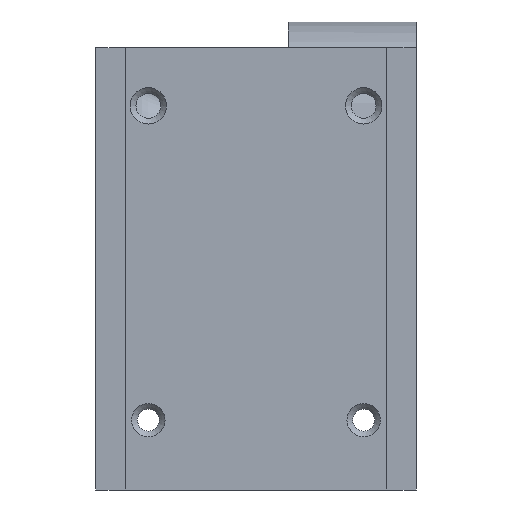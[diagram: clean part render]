
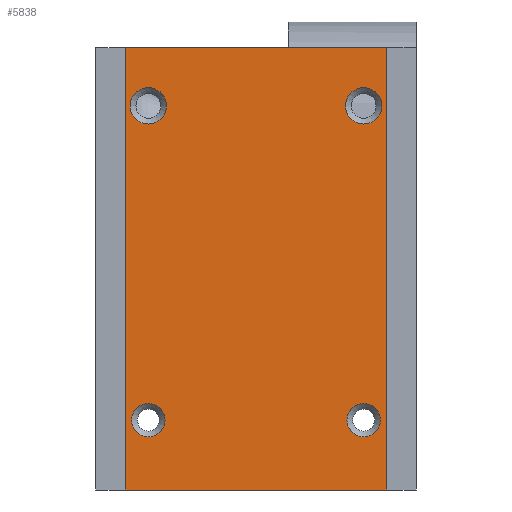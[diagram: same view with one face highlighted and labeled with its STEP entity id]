
A CAD part, front view. The second image highlights one B-rep face of the part: STEP entity #5838.
In plain terms, the highlighted planar face has unit normal (0, -1, 0).
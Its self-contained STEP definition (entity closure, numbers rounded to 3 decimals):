
#407=FACE_BOUND('',#948,.T.);
#408=FACE_BOUND('',#949,.T.);
#409=FACE_BOUND('',#950,.T.);
#410=FACE_BOUND('',#951,.T.);
#485=PLANE('',#6244);
#615=FACE_OUTER_BOUND('',#947,.T.);
#947=EDGE_LOOP('',(#4099,#4100,#4101,#4102));
#948=EDGE_LOOP('',(#4103));
#949=EDGE_LOOP('',(#4104));
#950=EDGE_LOOP('',(#4105));
#951=EDGE_LOOP('',(#4106));
#1357=LINE('',#8813,#1874);
#1358=LINE('',#8815,#1875);
#1359=LINE('',#8817,#1876);
#1360=LINE('',#8818,#1877);
#1874=VECTOR('',#6934,10.);
#1875=VECTOR('',#6935,10.);
#1876=VECTOR('',#6936,10.);
#1877=VECTOR('',#6937,10.);
#2390=CIRCLE('',#6242,2.875);
#2392=CIRCLE('',#6245,2.875);
#2393=CIRCLE('',#6246,3.125);
#2394=CIRCLE('',#6247,3.125);
#2685=VERTEX_POINT('',#8805);
#2687=VERTEX_POINT('',#8811);
#2688=VERTEX_POINT('',#8812);
#2689=VERTEX_POINT('',#8814);
#2690=VERTEX_POINT('',#8816);
#2691=VERTEX_POINT('',#8819);
#2692=VERTEX_POINT('',#8821);
#2693=VERTEX_POINT('',#8823);
#3229=EDGE_CURVE('',#2685,#2685,#2390,.T.);
#3232=EDGE_CURVE('',#2687,#2688,#1357,.T.);
#3233=EDGE_CURVE('',#2689,#2688,#1358,.T.);
#3234=EDGE_CURVE('',#2690,#2689,#1359,.T.);
#3235=EDGE_CURVE('',#2687,#2690,#1360,.T.);
#3236=EDGE_CURVE('',#2691,#2691,#2392,.T.);
#3237=EDGE_CURVE('',#2692,#2692,#2393,.T.);
#3238=EDGE_CURVE('',#2693,#2693,#2394,.T.);
#4099=ORIENTED_EDGE('',*,*,#3232,.T.);
#4100=ORIENTED_EDGE('',*,*,#3233,.F.);
#4101=ORIENTED_EDGE('',*,*,#3234,.F.);
#4102=ORIENTED_EDGE('',*,*,#3235,.F.);
#4103=ORIENTED_EDGE('',*,*,#3236,.F.);
#4104=ORIENTED_EDGE('',*,*,#3237,.F.);
#4105=ORIENTED_EDGE('',*,*,#3238,.F.);
#4106=ORIENTED_EDGE('',*,*,#3229,.F.);
#5838=ADVANCED_FACE('',(#615,#407,#408,#409,#410),#485,.T.);
#6242=AXIS2_PLACEMENT_3D('',#8806,#6927,#6928);
#6244=AXIS2_PLACEMENT_3D('',#8810,#6932,#6933);
#6245=AXIS2_PLACEMENT_3D('',#8820,#6938,#6939);
#6246=AXIS2_PLACEMENT_3D('',#8822,#6940,#6941);
#6247=AXIS2_PLACEMENT_3D('',#8824,#6942,#6943);
#6927=DIRECTION('center_axis',(0.,-1.,0.));
#6928=DIRECTION('ref_axis',(1.,0.,0.));
#6932=DIRECTION('center_axis',(0.,-1.,0.));
#6933=DIRECTION('ref_axis',(0.,0.,-1.));
#6934=DIRECTION('',(1.,0.,0.));
#6935=DIRECTION('',(0.,0.,-1.));
#6936=DIRECTION('',(1.,0.,0.));
#6937=DIRECTION('',(0.,0.,1.));
#6938=DIRECTION('center_axis',(0.,-1.,0.));
#6939=DIRECTION('ref_axis',(1.,0.,0.));
#6940=DIRECTION('center_axis',(0.,-1.,0.));
#6941=DIRECTION('ref_axis',(1.,0.,0.));
#6942=DIRECTION('center_axis',(0.,-1.,0.));
#6943=DIRECTION('ref_axis',(1.,0.,0.));
#8805=CARTESIAN_POINT('',(-21.375,0.,-64.));
#8806=CARTESIAN_POINT('Origin',(-18.5,0.,-64.));
#8810=CARTESIAN_POINT('Origin',(0.,0.,0.));
#8811=CARTESIAN_POINT('',(-22.5,0.,-76.));
#8812=CARTESIAN_POINT('',(22.5,0.,-76.));
#8813=CARTESIAN_POINT('',(0.,0.,-76.));
#8814=CARTESIAN_POINT('',(22.5,0.,0.));
#8815=CARTESIAN_POINT('',(22.5,0.,0.));
#8816=CARTESIAN_POINT('',(-22.5,0.,0.));
#8817=CARTESIAN_POINT('',(0.,0.,0.));
#8818=CARTESIAN_POINT('',(-22.5,0.,0.));
#8819=CARTESIAN_POINT('',(15.625,0.,-64.));
#8820=CARTESIAN_POINT('Origin',(18.5,0.,-64.));
#8821=CARTESIAN_POINT('',(15.375,0.,-10.));
#8822=CARTESIAN_POINT('Origin',(18.5,0.,-10.));
#8823=CARTESIAN_POINT('',(-21.625,0.,-10.));
#8824=CARTESIAN_POINT('Origin',(-18.5,0.,-10.));
